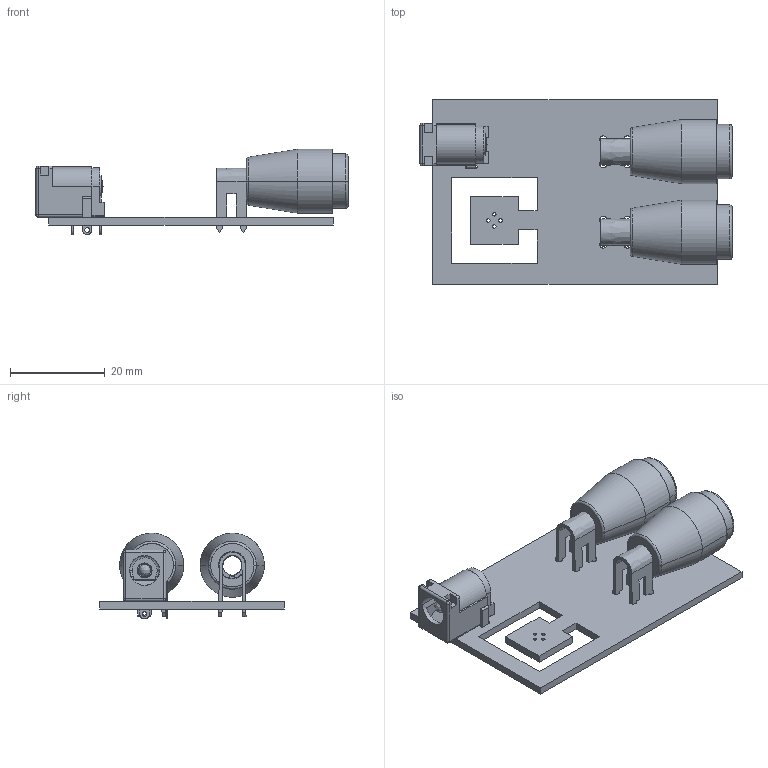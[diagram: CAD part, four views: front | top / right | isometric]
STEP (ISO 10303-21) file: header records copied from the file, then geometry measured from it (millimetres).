
FILE_DESCRIPTION(('KiCad electronic assembly'),'2;1');
FILE_NAME('pcb-adr1399-vref.step','2022-02-04T23:06:50',('Pcbnew'),( 'Kicad'),'Open CASCADE STEP processor 7.5','KiCad to STEP converter' ,'Unknown');
FILE_SCHEMA(('AUTOMOTIVE_DESIGN { 1 0 10303 214 1 1 1 1 }'));
Length unit declared in the file: millimetre
Products named in the file (263): pcb-adr1399-vref 1; 54-00130; COMPOUND; CT3151SP-0; FACE; EDGE; pcb-adr1399-vref PCB
Assembly tree (263 placements, depth 3):
  pcb-adr1399-vref 1
    54-00130
      COMPOUND
    CT3151SP-0  x2
      FACE
      FACE
      FACE
      FACE
      FACE
      FACE
      FACE
      FACE
      FACE
      FACE
      FACE
      FACE
      FACE
      FACE
      FACE
      FACE
      FACE
      FACE
      FACE
      FACE
      FACE
      FACE
      FACE
      FACE
      FACE
      FACE
      EDGE
      EDGE
      EDGE
      EDGE
      EDGE
      EDGE
      EDGE
      EDGE
      EDGE
      EDGE
      EDGE
      EDGE
      EDGE
      EDGE
      EDGE
      EDGE
      EDGE
      EDGE
      EDGE
      EDGE
      EDGE
      EDGE
      EDGE
      EDGE
      EDGE
      EDGE
      EDGE
      EDGE
      EDGE
      EDGE
Bounding box: 65.8 x 39 x 18.05 mm (x, y, z)
Volume: 4101.9 mm3; surface area: 12775.5 mm2
Topology: 7 solids, 155 shells, 378 faces, 2701 edges, 2848 vertices
Faces by surface type: bspline 336, plane 24, cylinder 18
Full cylindrical faces by diameter (mm): 0.7 x4, 1.6 x8
Entity records: 36356 total; most frequent: CARTESIAN_POINT 14839, B_SPLINE_CURVE_WITH_KNOTS 3046, ORIENTED_EDGE 2096, PCURVE 2096, DEFINITIONAL_REPRESENTATION 2096, EDGE_CURVE 1473, SURFACE_CURVE 1461, VERTEX_POINT 1262
